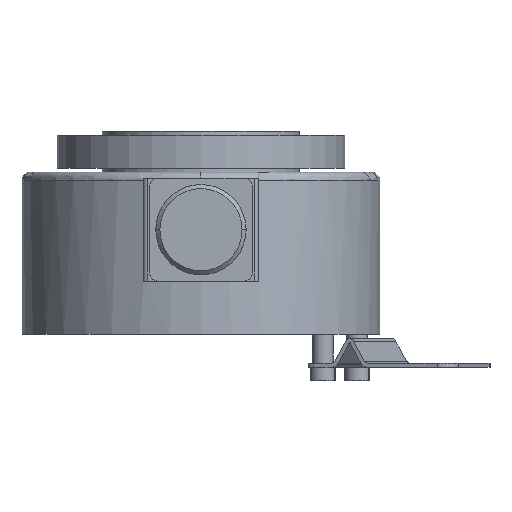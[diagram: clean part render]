
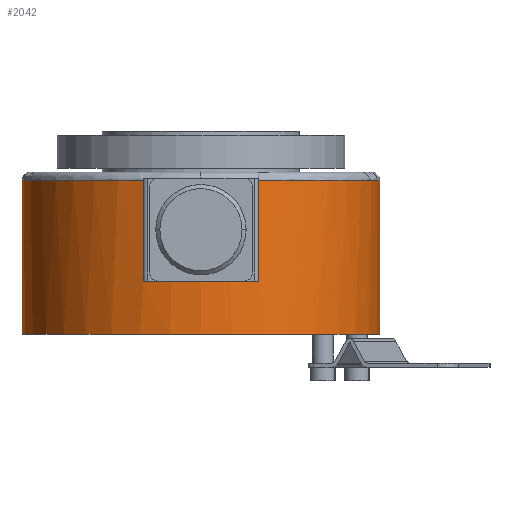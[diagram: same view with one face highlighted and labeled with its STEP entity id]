
A CAD part, front view. The second image highlights one B-rep face of the part: STEP entity #2042.
In plain terms, the highlighted cylindrical face has radius 43.55 mm (diameter 87.1 mm), a partial arc.
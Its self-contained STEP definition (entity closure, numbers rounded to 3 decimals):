
#252=CARTESIAN_POINT('',(0.,0.,13.));
#253=DIRECTION('',(0.,0.,-1.));
#254=DIRECTION('',(0.321,-0.947,0.));
#255=AXIS2_PLACEMENT_3D('',#252,#253,#254);
#336=DIRECTION('',(0.,0.,-1.));
#337=VECTOR('',#336,24.5);
#338=CARTESIAN_POINT('',(-14.,-41.238,37.5));
#339=LINE('',#338,#337);
#340=DIRECTION('',(0.,0.,1.));
#341=VECTOR('',#340,24.5);
#342=CARTESIAN_POINT('',(14.,-41.238,13.));
#343=LINE('',#342,#341);
#344=DIRECTION('',(0.,0.,-1.));
#345=VECTOR('',#344,37.5);
#346=CARTESIAN_POINT('',(43.55,0.,37.5));
#347=LINE('',#346,#345);
#348=CARTESIAN_POINT('',(0.,0.,37.5));
#349=DIRECTION('',(0.,0.,-1.));
#350=DIRECTION('',(-0.321,-0.947,0.));
#351=AXIS2_PLACEMENT_3D('',#348,#349,#350);
#375=CARTESIAN_POINT('',(0.,0.,37.5));
#376=DIRECTION('',(0.,0.,-1.));
#377=DIRECTION('',(1.,0.,0.));
#378=AXIS2_PLACEMENT_3D('',#375,#376,#377);
#503=CARTESIAN_POINT('',(0.,0.,0.));
#504=DIRECTION('',(0.,0.,1.));
#505=DIRECTION('',(-1.,0.,0.));
#506=AXIS2_PLACEMENT_3D('',#503,#504,#505);
#578=DIRECTION('',(0.,0.,-1.));
#579=VECTOR('',#578,37.5);
#580=CARTESIAN_POINT('',(-43.55,0.,37.5));
#581=LINE('',#580,#579);
#1321=CARTESIAN_POINT('',(43.55,0.,0.));
#1322=CARTESIAN_POINT('',(-43.55,0.,0.));
#1323=VERTEX_POINT('',#1321);
#1324=VERTEX_POINT('',#1322);
#1346=CARTESIAN_POINT('',(43.55,0.,37.5));
#1348=VERTEX_POINT('',#1346);
#1349=CARTESIAN_POINT('',(-43.55,0.,37.5));
#1350=VERTEX_POINT('',#1349);
#1355=CARTESIAN_POINT('',(14.,-41.238,37.5));
#1356=VERTEX_POINT('',#1355);
#1390=CARTESIAN_POINT('',(-14.,-41.238,37.5));
#1391=VERTEX_POINT('',#1390);
#1394=CARTESIAN_POINT('',(-14.,-41.238,13.));
#1395=VERTEX_POINT('',#1394);
#1396=CARTESIAN_POINT('',(14.,-41.238,13.));
#1397=VERTEX_POINT('',#1396);
#2021=CARTESIAN_POINT('',(0.,0.,0.));
#2022=DIRECTION('',(0.,0.,1.));
#2023=DIRECTION('',(1.,0.,0.));
#2024=AXIS2_PLACEMENT_3D('',#2021,#2022,#2023);
#2025=CYLINDRICAL_SURFACE('',#2024,43.55);
#2027=ORIENTED_EDGE('',*,*,#2026,.F.);
#2028=ORIENTED_EDGE('',*,*,#2004,.T.);
#2029=ORIENTED_EDGE('',*,*,#1843,.F.);
#2031=ORIENTED_EDGE('',*,*,#2030,.T.);
#2033=ORIENTED_EDGE('',*,*,#2032,.F.);
#2035=ORIENTED_EDGE('',*,*,#2034,.T.);
#2037=ORIENTED_EDGE('',*,*,#2036,.F.);
#2039=ORIENTED_EDGE('',*,*,#2038,.F.);
#2040=EDGE_LOOP('',(#2027,#2028,#2029,#2031,#2033,#2035,#2037,#2039));
#2041=FACE_OUTER_BOUND('',#2040,.F.);
#2042=ADVANCED_FACE('',(#2041),#2025,.T.);
#256=CIRCLE('',#255,43.55);
#352=CIRCLE('',#351,43.55);
#379=CIRCLE('',#378,43.55);
#507=CIRCLE('',#506,43.55);
#1843=EDGE_CURVE('',#1397,#1395,#256,.T.);
#2004=EDGE_CURVE('',#1391,#1395,#339,.T.);
#2026=EDGE_CURVE('',#1391,#1350,#352,.T.);
#2030=EDGE_CURVE('',#1397,#1356,#343,.T.);
#2032=EDGE_CURVE('',#1348,#1356,#379,.T.);
#2034=EDGE_CURVE('',#1348,#1323,#347,.T.);
#2036=EDGE_CURVE('',#1324,#1323,#507,.T.);
#2038=EDGE_CURVE('',#1350,#1324,#581,.T.);
